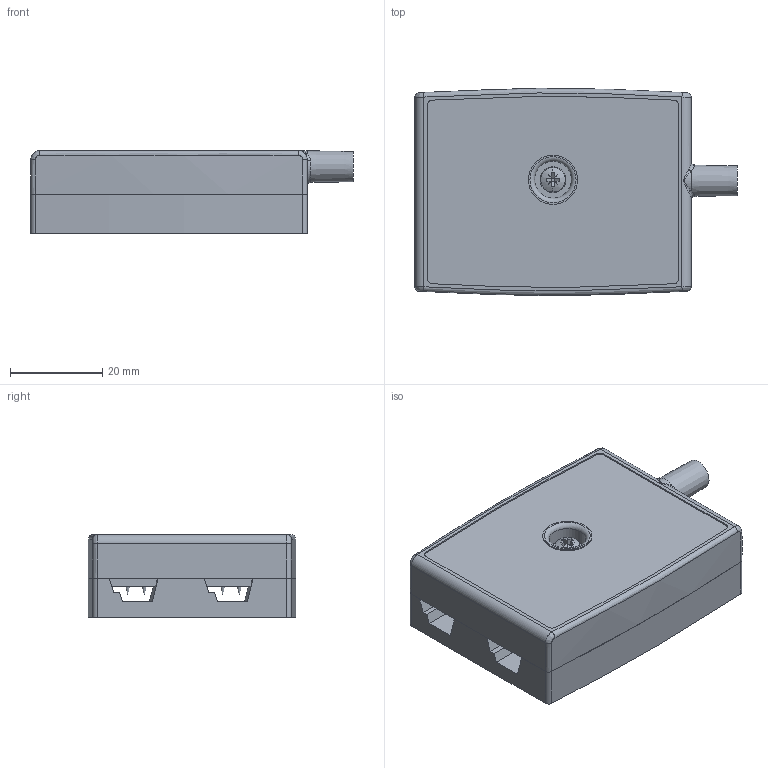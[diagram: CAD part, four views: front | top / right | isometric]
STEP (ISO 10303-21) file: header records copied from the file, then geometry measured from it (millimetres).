
FILE_DESCRIPTION(/* description */ ('Alibre Inc.'),/* implementation_level */ '2;1');
FILE_NAME(/* name */ 'export-37D9DC5A-7CA5-40E7-9219-68B1E84BEC05',/* time_stamp */ '2022-03-15T09:58:02+01:00',/* author */ (''),/* organization */ (''),/* preprocessor_version */ 'ST-DEVELOPER v17',/* originating_system */ 'Alibre',/* authorisation */ '');
FILE_SCHEMA (('AUTOMOTIVE_DESIGN'));
Length unit declared in the file: millimetre
Products named in the file (4): 2; BENE INOX | 210216-3X30
Bounding box: 70 x 44.97 x 18 mm (x, y, z)
Volume: 41952.2 mm3; surface area: 16816.1 mm2
Topology: 3 solids, 4 shells, 221 faces, 527 edges, 340 vertices
Faces by surface type: plane 117, cylinder 33, bspline 31, torus 19, cone 19, sphere 2
Full cylindrical faces by diameter (mm): 3 x1, 3.18 x4, 3.5 x2, 8 x1, 10.67 x1
Entity records: 9520 total; most frequent: CARTESIAN_POINT 4720, ORIENTED_EDGE 954, DIRECTION 817, EDGE_CURVE 477, AXIS2_PLACEMENT_3D 352, VERTEX_POINT 331, EDGE_LOOP 298, FACE_BOUND 298
